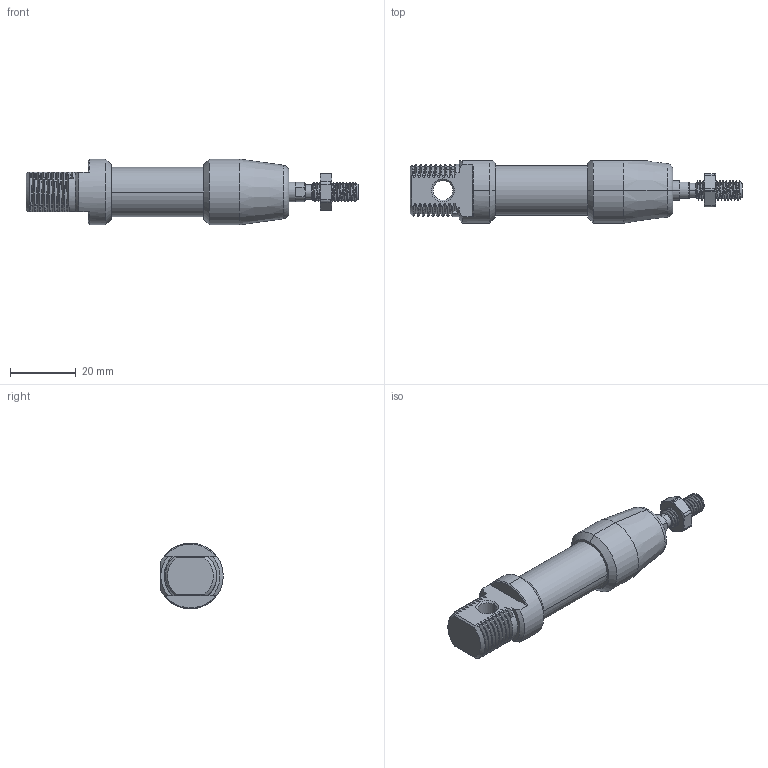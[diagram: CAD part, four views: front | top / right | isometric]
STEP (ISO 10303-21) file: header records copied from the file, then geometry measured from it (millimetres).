
FILE_DESCRIPTION (( 'STEP AP214' ), '1' );
FILE_NAME ('U012 0000 0302.STEP', '2021-04-28T08:57:56', ( '' ), ( '' ), 'SwSTEP 2.0', 'SolidWorks 2019', '' );
FILE_SCHEMA (( 'AUTOMOTIVE_DESIGN' ));
Length unit declared in the file: millimetre
Products named in the file (14): U012 0000 0302; Stempeltætning_Z81207N3580; 9006-34_9006-34-0 (�12); 9012-36; Dæmpeskiver_9012-43; Leje_PAP0608P11; Oring_ORING 10x1; 9012-35-H00_9012-35-0; Afstryger (12-25)_EL 0058N3582; Stempelstangsmøtrik_U1901430; 1012-03; 1012-02_1012-02; Bolt-DIN912_M4x30; Magnet_9312
Assembly tree (17 placements, depth 2):
  U012 0000 0302
    9006-34_9006-34-0 (�12)
    1012-02_1012-02
    9012-35-H00_9012-35-0
    1012-03
    Afstryger (12-25)_EL 0058N3582
    9012-36  x2
    Leje_PAP0608P11
    Oring_ORING 10x1  x2
    Magnet_9312
    Stempeltætning_Z81207N3580  x2
    Bolt-DIN912_M4x30
    Dæmpeskiver_9012-43  x2
    Stempelstangsmøtrik_U1901430
Bounding box: 101 x 19.01 x 20 mm (x, y, z)
Volume: 16199.1 mm3; surface area: 14247 mm2
Topology: 17 solids, 17 shells, 613 faces, 1475 edges, 918 vertices
Faces by surface type: cylinder 262, cone 135, plane 89, torus 64, bspline 63
Entity records: 43252 total; most frequent: CARTESIAN_POINT 31107, ORIENTED_EDGE 2642, DIRECTION 2202, EDGE_CURVE 1321, AXIS2_PLACEMENT_3D 905, VERTEX_POINT 832, EDGE_LOOP 587, FACE_OUTER_BOUND 538
